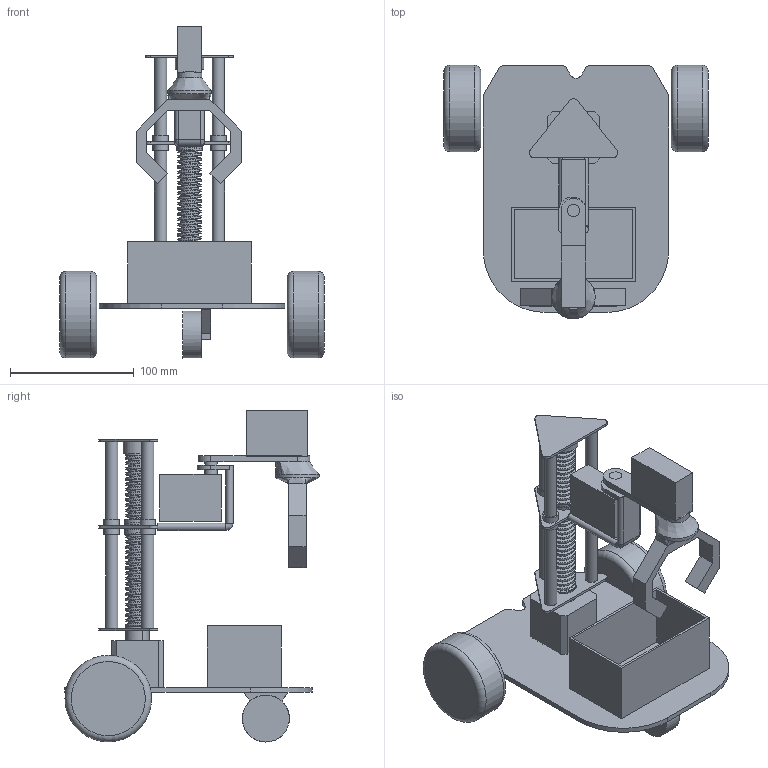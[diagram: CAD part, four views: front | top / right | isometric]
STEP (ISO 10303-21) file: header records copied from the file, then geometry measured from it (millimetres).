
FILE_DESCRIPTION(/* description */ (''),/* implementation_level */ '2;1');
FILE_NAME(/* name */ 'Simulacion - 1 v2.step',/* time_stamp */ '2021-09-21T18:30:26+02:00',/* author */ (''),/* organization */ (''),/* preprocessor_version */ 'ST-DEVELOPER v18.1',/* originating_system */ 'Autodesk Translation Framework v10.10.0.1391',/* authorisation */ '');
FILE_SCHEMA (('AUTOMOTIVE_DESIGN { 1 0 10303 214 3 1 1 }'));
Length unit declared in the file: millimetre
Products named in the file (1): Simulacion - 1
Bounding box: 214 x 205.49 x 268.57 mm (x, y, z)
Volume: 671885.6 mm3; surface area: 215215.6 mm2
Topology: 11 solids, 11 shells, 268 faces, 681 edges, 451 vertices
Faces by surface type: cylinder 131, plane 119, bspline 14, torus 4
Full cylindrical faces by diameter (mm): 10 x8, 12.5 x6, 14.199 x32, 14.922 x2, 15 x1, 18.946 x33, 19 x1, 19.812 x2, 20 x1, 20.2 x1, 21 x2, 23 x1, 35 x1, 38 x1, 70 x2
Entity records: 16177 total; most frequent: CARTESIAN_POINT 9857, ORIENTED_EDGE 1360, DIRECTION 1173, EDGE_CURVE 680, VERTEX_POINT 451, AXIS2_PLACEMENT_3D 402, LINE 369, VECTOR 369
